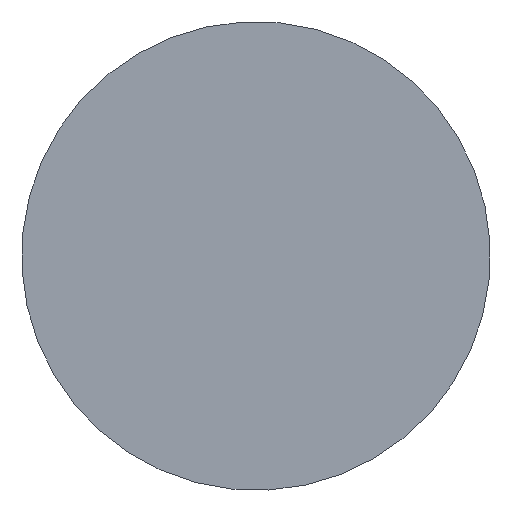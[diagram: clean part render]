
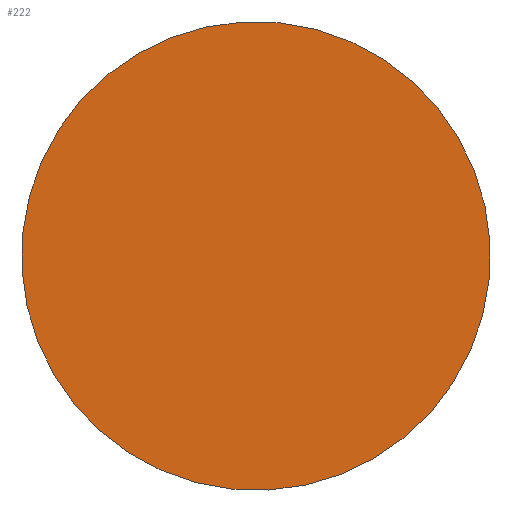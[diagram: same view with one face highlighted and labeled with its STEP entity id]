
A CAD part, front view. The second image highlights one B-rep face of the part: STEP entity #222.
In plain terms, the highlighted planar face has unit normal (0, -1, 0).
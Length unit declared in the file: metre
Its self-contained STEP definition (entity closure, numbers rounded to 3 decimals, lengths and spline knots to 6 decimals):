
#222 = ADVANCED_FACE( '', ( #462 ), #463, .T. );
#462 = FACE_OUTER_BOUND( '', #755, .T. );
#463 = PLANE( '', #756 );
#755 = EDGE_LOOP( '', ( #1174, #1175 ) );
#756 = AXIS2_PLACEMENT_3D( '', #1176, #1177, #1178 );
#1174 = ORIENTED_EDGE( '', *, *, #1942, .T. );
#1175 = ORIENTED_EDGE( '', *, *, #1943, .T. );
#1176 = CARTESIAN_POINT( '', ( -0.000007, -0.264236, 0.000631 ) );
#1177 = DIRECTION( '', ( 0., -1., 0. ) );
#1178 = DIRECTION( '', ( 0., 0., -1. ) );
#1942 = EDGE_CURVE( '', #2256, #2257, #2258, .T. );
#1943 = EDGE_CURVE( '', #2257, #2256, #2259, .T. );
#2256 = VERTEX_POINT( '', #2979 );
#2257 = VERTEX_POINT( '', #2980 );
#2258 = B_SPLINE_CURVE_WITH_KNOTS( '', 2, ( #2981, #2982, #2983, #2984, #2985, #2986, #2987, #2988, #2989, #2990, #2991, #2992, #2993, #2994, #2995, #2996, #2997, #2998, #2999, #3000, #3001, #3002, #3003, #3004, #3005, #3006, #3007, #3008, #3009, #3010, #3011, #3012, #3013 ), .UNSPECIFIED., .F., .F., ( 3, 2, 2, 2, 2, 2, 2, 2, 2, 2, 2, 2, 2, 2, 2, 2, 3 ), ( 0., 0.0625, 0.125, 0.1875, 0.25, 0.3125, 0.375, 0.4375, 0.5, 0.5625, 0.625, 0.6875, 0.75, 0.8125, 0.875, 0.9375, 1. ), .UNSPECIFIED. );
#2259 = B_SPLINE_CURVE_WITH_KNOTS( '', 2, ( #3014, #3015, #3016, #3017, #3018, #3019, #3020, #3021, #3022, #3023, #3024, #3025, #3026, #3027, #3028, #3029, #3030, #3031, #3032, #3033, #3034, #3035, #3036, #3037, #3038, #3039, #3040, #3041, #3042, #3043, #3044, #3045, #3046 ), .UNSPECIFIED., .F., .F., ( 3, 2, 2, 2, 2, 2, 2, 2, 2, 2, 2, 2, 2, 2, 2, 2, 3 ), ( 0., 0.0625, 0.125, 0.1875, 0.25, 0.3125, 0.375, 0.4375, 0.5, 0.5625, 0.625, 0.6875, 0.75, 0.8125, 0.875, 0.9375, 1. ), .UNSPECIFIED. );
#2979 = CARTESIAN_POINT( '', ( -0.061517, -0.264236, -0.034929 ) );
#2980 = CARTESIAN_POINT( '', ( 0.061504, -0.264236, 0.03619 ) );
#2981 = CARTESIAN_POINT( '', ( -0.061517, -0.264236, -0.034929 ) );
#2982 = CARTESIAN_POINT( '', ( -0.058026, -0.264236, -0.040967 ) );
#2983 = CARTESIAN_POINT( '', ( -0.053394, -0.264236, -0.046243 ) );
#2984 = CARTESIAN_POINT( '', ( -0.048763, -0.264236, -0.051518 ) );
#2985 = CARTESIAN_POINT( '', ( -0.043227, -0.264236, -0.055761 ) );
#2986 = CARTESIAN_POINT( '', ( -0.037692, -0.264236, -0.060003 ) );
#2987 = CARTESIAN_POINT( '', ( -0.031393, -0.264236, -0.063105 ) );
#2988 = CARTESIAN_POINT( '', ( -0.025095, -0.264236, -0.066207 ) );
#2989 = CARTESIAN_POINT( '', ( -0.018357, -0.264236, -0.068008 ) );
#2990 = CARTESIAN_POINT( '', ( -0.01162, -0.264236, -0.069809 ) );
#2991 = CARTESIAN_POINT( '', ( -0.004613, -0.264236, -0.070265 ) );
#2992 = CARTESIAN_POINT( '', ( 0.002392, -0.264236, -0.07072 ) );
#2993 = CARTESIAN_POINT( '', ( 0.009307, -0.264236, -0.069806 ) );
#2994 = CARTESIAN_POINT( '', ( 0.016221, -0.264236, -0.068892 ) );
#2995 = CARTESIAN_POINT( '', ( 0.022868, -0.264236, -0.066631 ) );
#2996 = CARTESIAN_POINT( '', ( 0.029514, -0.264236, -0.064371 ) );
#2997 = CARTESIAN_POINT( '', ( 0.035553, -0.264236, -0.06088 ) );
#2998 = CARTESIAN_POINT( '', ( 0.04159, -0.264236, -0.05739 ) );
#2999 = CARTESIAN_POINT( '', ( 0.046867, -0.264236, -0.052757 ) );
#3000 = CARTESIAN_POINT( '', ( 0.052142, -0.264236, -0.048126 ) );
#3001 = CARTESIAN_POINT( '', ( 0.056385, -0.264236, -0.04259 ) );
#3002 = CARTESIAN_POINT( '', ( 0.060627, -0.264236, -0.037055 ) );
#3003 = CARTESIAN_POINT( '', ( 0.063729, -0.264236, -0.030756 ) );
#3004 = CARTESIAN_POINT( '', ( 0.066831, -0.264236, -0.024458 ) );
#3005 = CARTESIAN_POINT( '', ( 0.068632, -0.264236, -0.01772 ) );
#3006 = CARTESIAN_POINT( '', ( 0.070433, -0.264236, -0.010983 ) );
#3007 = CARTESIAN_POINT( '', ( 0.070888, -0.264236, -0.003976 ) );
#3008 = CARTESIAN_POINT( '', ( 0.071344, -0.264236, 0.003029 ) );
#3009 = CARTESIAN_POINT( '', ( 0.07043, -0.264236, 0.009944 ) );
#3010 = CARTESIAN_POINT( '', ( 0.069516, -0.264236, 0.016858 ) );
#3011 = CARTESIAN_POINT( '', ( 0.067255, -0.264236, 0.023505 ) );
#3012 = CARTESIAN_POINT( '', ( 0.064995, -0.264236, 0.030151 ) );
#3013 = CARTESIAN_POINT( '', ( 0.061504, -0.264236, 0.03619 ) );
#3014 = CARTESIAN_POINT( '', ( 0.061504, -0.264236, 0.03619 ) );
#3015 = CARTESIAN_POINT( '', ( 0.058013, -0.264236, 0.042228 ) );
#3016 = CARTESIAN_POINT( '', ( 0.053381, -0.264236, 0.047504 ) );
#3017 = CARTESIAN_POINT( '', ( 0.048749, -0.264236, 0.052779 ) );
#3018 = CARTESIAN_POINT( '', ( 0.043214, -0.264236, 0.057022 ) );
#3019 = CARTESIAN_POINT( '', ( 0.037679, -0.264236, 0.061264 ) );
#3020 = CARTESIAN_POINT( '', ( 0.03138, -0.264236, 0.064366 ) );
#3021 = CARTESIAN_POINT( '', ( 0.025082, -0.264236, 0.067468 ) );
#3022 = CARTESIAN_POINT( '', ( 0.018343, -0.264236, 0.069269 ) );
#3023 = CARTESIAN_POINT( '', ( 0.011606, -0.264236, 0.07107 ) );
#3024 = CARTESIAN_POINT( '', ( 0.0046, -0.264236, 0.071526 ) );
#3025 = CARTESIAN_POINT( '', ( -0.002405, -0.264236, 0.071981 ) );
#3026 = CARTESIAN_POINT( '', ( -0.00932, -0.264236, 0.071067 ) );
#3027 = CARTESIAN_POINT( '', ( -0.016234, -0.264236, 0.070153 ) );
#3028 = CARTESIAN_POINT( '', ( -0.022881, -0.264236, 0.067892 ) );
#3029 = CARTESIAN_POINT( '', ( -0.029528, -0.264236, 0.065632 ) );
#3030 = CARTESIAN_POINT( '', ( -0.035566, -0.264236, 0.062141 ) );
#3031 = CARTESIAN_POINT( '', ( -0.041603, -0.264236, 0.058651 ) );
#3032 = CARTESIAN_POINT( '', ( -0.04688, -0.264236, 0.054018 ) );
#3033 = CARTESIAN_POINT( '', ( -0.052155, -0.264236, 0.049387 ) );
#3034 = CARTESIAN_POINT( '', ( -0.056398, -0.264236, 0.043851 ) );
#3035 = CARTESIAN_POINT( '', ( -0.06064, -0.264236, 0.038316 ) );
#3036 = CARTESIAN_POINT( '', ( -0.063742, -0.264236, 0.032017 ) );
#3037 = CARTESIAN_POINT( '', ( -0.066844, -0.264236, 0.025719 ) );
#3038 = CARTESIAN_POINT( '', ( -0.068645, -0.264236, 0.018981 ) );
#3039 = CARTESIAN_POINT( '', ( -0.070446, -0.264236, 0.012244 ) );
#3040 = CARTESIAN_POINT( '', ( -0.070902, -0.264236, 0.005237 ) );
#3041 = CARTESIAN_POINT( '', ( -0.071357, -0.264236, -0.001768 ) );
#3042 = CARTESIAN_POINT( '', ( -0.070443, -0.264236, -0.008683 ) );
#3043 = CARTESIAN_POINT( '', ( -0.069529, -0.264236, -0.015597 ) );
#3044 = CARTESIAN_POINT( '', ( -0.067268, -0.264236, -0.022244 ) );
#3045 = CARTESIAN_POINT( '', ( -0.065008, -0.264236, -0.02889 ) );
#3046 = CARTESIAN_POINT( '', ( -0.061517, -0.264236, -0.034929 ) );
